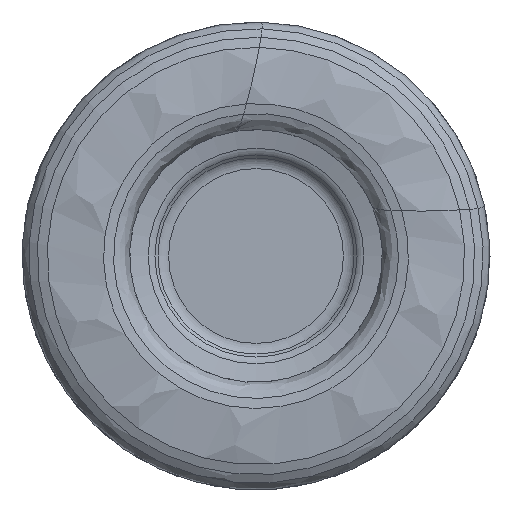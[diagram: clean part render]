
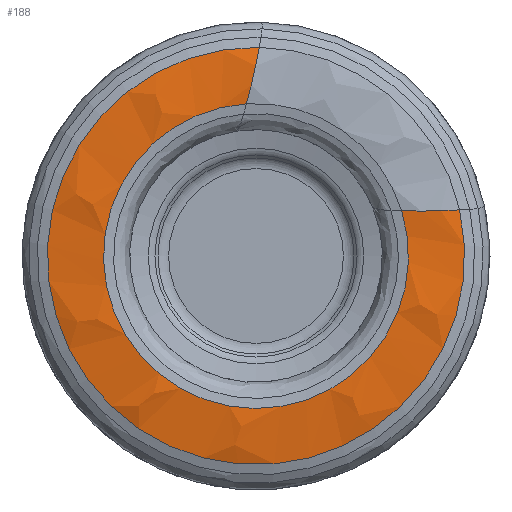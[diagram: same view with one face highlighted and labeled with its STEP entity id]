
A CAD part, left-side view. The second image highlights one B-rep face of the part: STEP entity #188.
In plain terms, the highlighted free-form (B-spline) face has degree [3, 3] with [4, 7] control points.
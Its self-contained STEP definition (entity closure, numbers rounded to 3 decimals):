
#43=(
BOUNDED_SURFACE()
B_SPLINE_SURFACE(3,3,((#1240,#1241,#1242,#1243,#1244,#1245,#1246),(#1247,
#1248,#1249,#1250,#1251,#1252,#1253),(#1254,#1255,#1256,#1257,#1258,#1259,
#1260),(#1261,#1262,#1263,#1264,#1265,#1266,#1267)),.UNSPECIFIED.,.F.,.F.,
 .F.)
B_SPLINE_SURFACE_WITH_KNOTS((4,4),(4,3,4),(0.,1.),(0.,0.5,1.),
 .UNSPECIFIED.)
GEOMETRIC_REPRESENTATION_ITEM()
RATIONAL_B_SPLINE_SURFACE(((1.,0.551,0.551,1.,0.551,
0.551,1.),(0.977,0.539,0.539,
0.977,0.539,0.539,0.977),
(0.977,0.539,0.539,0.977,
0.539,0.539,0.977),(1.,0.551,
0.551,1.,0.551,0.551,1.)))
REPRESENTATION_ITEM('')
SURFACE()
);
#188=ADVANCED_FACE('',(#221),#43,.F.);
#221=FACE_OUTER_BOUND('',#287,.T.);
#287=EDGE_LOOP('',(#386,#387,#388,#389));
#386=ORIENTED_EDGE('',*,*,#553,.F.);
#387=ORIENTED_EDGE('',*,*,#554,.T.);
#388=ORIENTED_EDGE('',*,*,#550,.T.);
#389=ORIENTED_EDGE('',*,*,#555,.T.);
#493=VERTEX_POINT('',#1217);
#494=VERTEX_POINT('',#1218);
#495=VERTEX_POINT('',#1236);
#496=VERTEX_POINT('',#1237);
#550=EDGE_CURVE('',#493,#494,#617,.T.);
#553=EDGE_CURVE('',#495,#496,#618,.T.);
#554=EDGE_CURVE('',#495,#493,#619,.T.);
#555=EDGE_CURVE('',#494,#496,#620,.T.);
#617=CIRCLE('',#701,8.145);
#618=CIRCLE('',#702,11.148);
#619=CIRCLE('',#703,6.);
#620=CIRCLE('',#704,6.);
#701=AXIS2_PLACEMENT_3D('',#1216,#855,#856);
#702=AXIS2_PLACEMENT_3D('',#1235,#859,#860);
#703=AXIS2_PLACEMENT_3D('',#1238,#861,#862);
#704=AXIS2_PLACEMENT_3D('',#1239,#863,#864);
#855=DIRECTION('',(1.,0.,0.));
#856=DIRECTION('',(0.,-0.955,0.297));
#859=DIRECTION('',(1.,0.,0.));
#860=DIRECTION('',(0.,-0.975,0.221));
#861=DIRECTION('',(0.174,0.,-0.985));
#862=DIRECTION('',(0.985,0.,0.174));
#863=DIRECTION('',(-0.174,0.957,0.232));
#864=DIRECTION('',(0.985,0.169,0.041));
#1216=CARTESIAN_POINT('',(0.09,0.,0.));
#1217=CARTESIAN_POINT('',(0.09,-7.779,2.416));
#1218=CARTESIAN_POINT('',(0.09,0.511,8.129));
#1235=CARTESIAN_POINT('',(0.356,0.,0.));
#1236=CARTESIAN_POINT('',(0.356,-10.873,2.463));
#1237=CARTESIAN_POINT('',(0.356,-0.173,11.147));
#1238=CARTESIAN_POINT('',(5.909,-8.821,3.442));
#1239=CARTESIAN_POINT('',(5.909,1.262,9.384));
#1240=CARTESIAN_POINT('',(0.09,-7.779,2.416));
#1241=CARTESIAN_POINT('',(0.09,-10.539,-6.473));
#1242=CARTESIAN_POINT('',(0.09,-3.042,-11.989));
#1243=CARTESIAN_POINT('',(0.09,4.622,-6.707));
#1244=CARTESIAN_POINT('',(0.09,12.286,-1.425));
#1245=CARTESIAN_POINT('',(0.09,9.801,7.545));
#1246=CARTESIAN_POINT('',(0.09,0.511,8.129));
#1247=CARTESIAN_POINT('',(-0.091,-8.822,2.384));
#1248=CARTESIAN_POINT('',(-0.091,-11.546,-7.697));
#1249=CARTESIAN_POINT('',(-0.091,-2.91,-13.568));
#1250=CARTESIAN_POINT('',(-0.091,5.462,-7.326));
#1251=CARTESIAN_POINT('',(-0.091,13.834,-1.085));
#1252=CARTESIAN_POINT('',(-0.091,10.673,8.868));
#1253=CARTESIAN_POINT('',(-0.091,0.234,9.136));
#1254=CARTESIAN_POINT('',(0.,-9.877,2.4));
#1255=CARTESIAN_POINT('',(0.,-12.62,-8.887));
#1256=CARTESIAN_POINT('',(0.,-2.85,-15.17));
#1257=CARTESIAN_POINT('',(0.,6.282,-7.991));
#1258=CARTESIAN_POINT('',(0.,15.414,-0.813));
#1259=CARTESIAN_POINT('',(0.,11.616,10.164));
#1260=CARTESIAN_POINT('',(0.,0.,10.165));
#1261=CARTESIAN_POINT('',(0.356,-10.873,2.463));
#1262=CARTESIAN_POINT('',(0.356,-13.687,-9.962));
#1263=CARTESIAN_POINT('',(0.356,-2.866,-16.684));
#1264=CARTESIAN_POINT('',(0.356,7.026,-8.656));
#1265=CARTESIAN_POINT('',(0.356,16.917,-0.628));
#1266=CARTESIAN_POINT('',(0.356,12.564,11.345));
#1267=CARTESIAN_POINT('',(0.356,-0.173,11.147));
